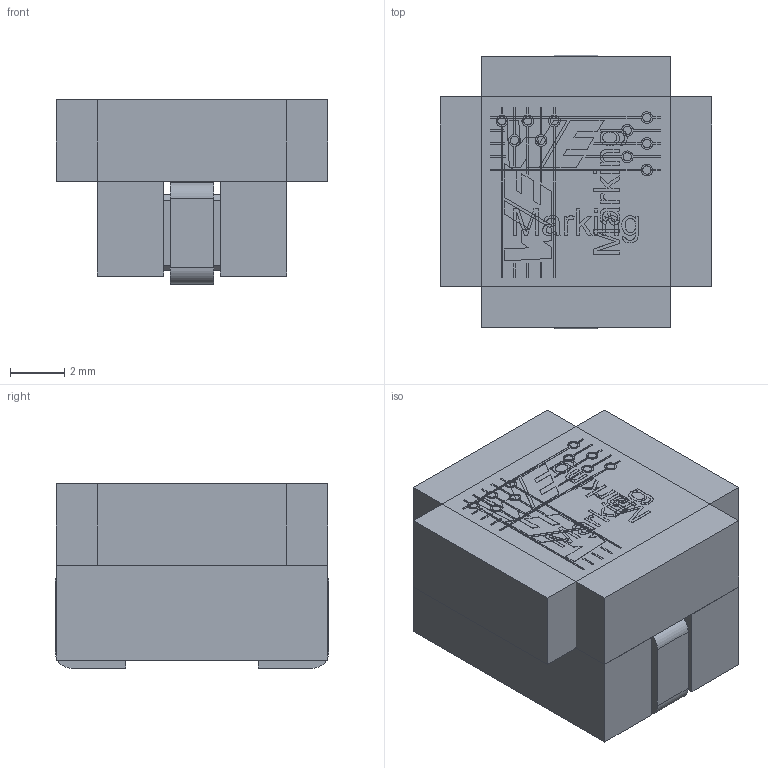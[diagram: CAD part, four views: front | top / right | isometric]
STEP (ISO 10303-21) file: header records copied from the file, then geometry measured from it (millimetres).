
FILE_DESCRIPTION( ( 'Unknown' ), '1' );
FILE_NAME( '7443080xx.stp', 'Unknown', ( 'Unknown' ), ( 'Unknown' ), 'XStep 1.0', 'Unknown', ' ' );
FILE_SCHEMA( ( 'automotive_design' ) );
Length unit declared in the file: millimetre
Products named in the file (4): Assem1; core_base; core; Pin
Bounding box: 10 x 10.1 x 6.8 mm (x, y, z)
Surface area: 1193 mm2
Topology: 6 solids, 6 shells, 434 faces, 1104 edges, 736 vertices
Faces by surface type: plane 356, extrusion 62, cylinder 16
Entity records: 8874 total; most frequent: CARTESIAN_POINT 2576, ORIENTED_EDGE 1092, DIRECTION 759, EDGE_CURVE 546, VERTEX_POINT 368, VECTOR 347, LINE 316, EDGE_LOOP 250
